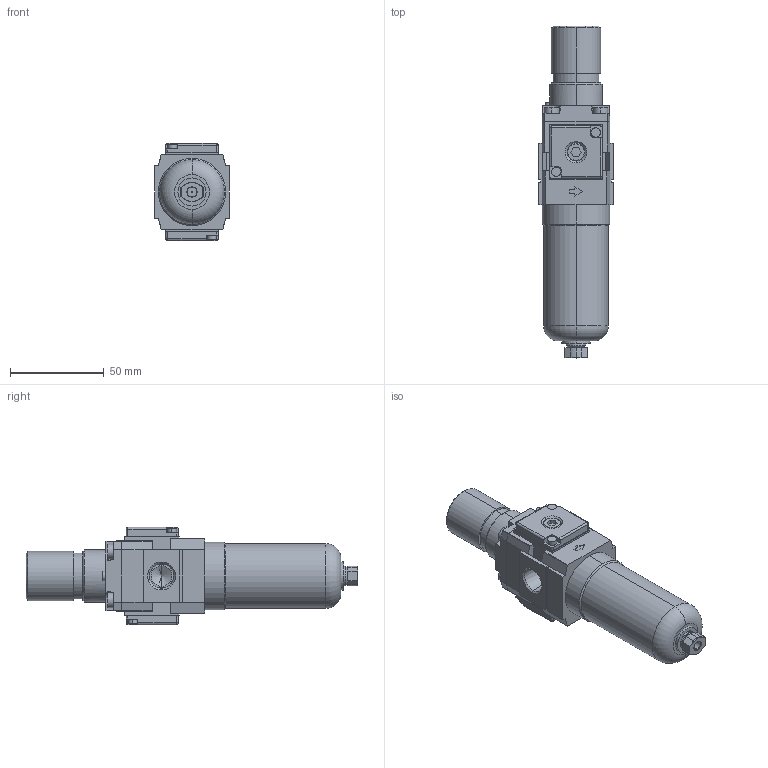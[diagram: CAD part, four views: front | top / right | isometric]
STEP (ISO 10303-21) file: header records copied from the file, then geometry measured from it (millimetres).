
FILE_DESCRIPTION (( 'STEP AP214' ), '1' );
FILE_NAME ('AW20-F02C-B.step.step', '2016-02-20T06:50:13', ( 'Windows User' ), ( '' ), 'SwSTEP 2.0', 'SolidWorks 2016', '' );
FILE_SCHEMA (( 'AUTOMOTIVE_DESIGN' ));
Length unit declared in the file: millimetre
Products named in the file (7): AW20-F02C-B.step; AW20-F02C-B.step_AW3020A Body_20; AW20-F02C-B.step_AW_Bowl_20C; AW20-F02C-B.step_AW3020A Gauge_20; AW20-F02C-B.step_AW3020A Plug_01; AW20-F02C-B.step_AW_Drain_20C
Assembly tree (6 placements, depth 2):
  AW20-F02C-B.step
    AW20-F02C-B.step_AW3020A Body_20
    AW20-F02C-B.step_AW_Bowl_20C
    AW20-F02C-B.step_AW3020A Gauge_20
    AW20-F02C-B.step_AW3020A Gauge_20
    AW20-F02C-B.step_AW3020A Plug_01
    AW20-F02C-B.step_AW_Drain_20C
Bounding box: 40 x 177.3 x 52 mm (x, y, z)
Volume: 173136.3 mm3; surface area: 31835.7 mm2
Topology: 6 solids, 6 shells, 287 faces, 705 edges, 440 vertices
Faces by surface type: plane 156, cylinder 80, cone 40, sphere 6, torus 5
Entity records: 9369 total; most frequent: DIRECTION 1514, CARTESIAN_POINT 1437, ORIENTED_EDGE 1390, EDGE_CURVE 695, AXIS2_PLACEMENT_3D 525, LINE 464, VECTOR 464, VERTEX_POINT 440
